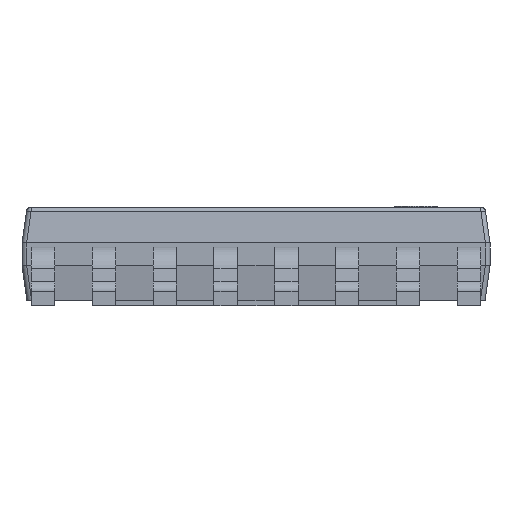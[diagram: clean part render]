
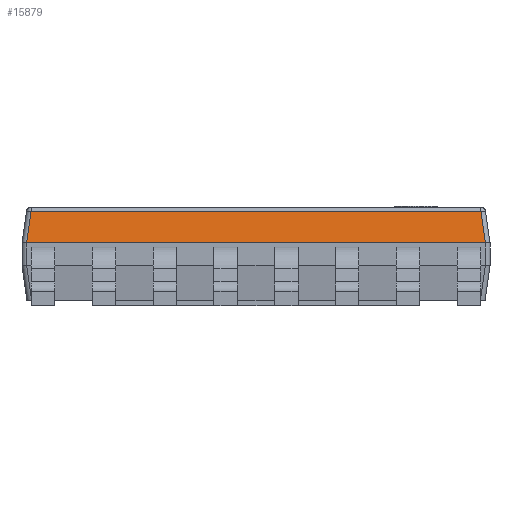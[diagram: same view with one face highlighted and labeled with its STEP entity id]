
A CAD part, left-side view. The second image highlights one B-rep face of the part: STEP entity #15879.
In plain terms, the highlighted planar face has unit normal (-0.99, 0, 0.139).
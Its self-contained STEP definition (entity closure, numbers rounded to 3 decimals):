
#272 = VECTOR ( 'NONE', #9952, 1000. ) ;
#692 = CARTESIAN_POINT ( 'NONE',  ( -2.2, 2.45, -0.38 ) ) ;
#873 = AXIS2_PLACEMENT_3D ( 'NONE', #3447, #12169, #22367 ) ;
#1448 =( BOUNDED_CURVE ( )  B_SPLINE_CURVE ( 3, ( #12631, #9096, #692, #5461 ),
 .UNSPECIFIED., .F., .F. ) 
 B_SPLINE_CURVE_WITH_KNOTS ( ( 4, 4 ),
 ( 3.132, 3.142 ),
 .UNSPECIFIED. ) 
 CURVE ( )  GEOMETRIC_REPRESENTATION_ITEM ( )  RATIONAL_B_SPLINE_CURVE ( ( 1., 1., 1., 1. ) ) 
 REPRESENTATION_ITEM ( '' )  );
#2406 = EDGE_CURVE ( 'NONE', #9758, #8027, #18434, .T. ) ;
#2836 = VERTEX_POINT ( 'NONE', #4237 ) ;
#2925 = CARTESIAN_POINT ( 'NONE',  ( -2.2, -2.45, -0.38 ) ) ;
#3281 = VECTOR ( 'NONE', #18540, 1000. ) ;
#3447 = CARTESIAN_POINT ( 'NONE',  ( -2.147, 0., 0. ) ) ;
#3689 = CARTESIAN_POINT ( 'NONE',  ( -2.153, 2.403, -0.043 ) ) ;
#4237 = CARTESIAN_POINT ( 'NONE',  ( -2.2, -2.45, -0.38 ) ) ;
#4556 = ORIENTED_EDGE ( 'NONE', *, *, #19523, .T. ) ;
#4733 = CARTESIAN_POINT ( 'NONE',  ( -2.101, 2.352, 0.324 ) ) ;
#5461 = CARTESIAN_POINT ( 'NONE',  ( -2.2, 2.45, -0.38 ) ) ;
#6025 = LINE ( 'NONE', #21691, #18315 ) ;
#6038 = ORIENTED_EDGE ( 'NONE', *, *, #9353, .T. ) ;
#6161 = VECTOR ( 'NONE', #15718, 1000. ) ;
#6194 = CARTESIAN_POINT ( 'NONE',  ( -2.2, -2.45, -0.38 ) ) ;
#6196 = CARTESIAN_POINT ( 'NONE',  ( -2.2, 2.5, -0.38 ) ) ;
#6738 = ORIENTED_EDGE ( 'NONE', *, *, #7673, .T. ) ;
#7673 = EDGE_CURVE ( 'NONE', #16328, #18066, #18777, .T. ) ;
#7693 = CARTESIAN_POINT ( 'NONE',  ( -2.2, -2.45, -0.38 ) ) ;
#8027 = VERTEX_POINT ( 'NONE', #12543 ) ;
#9096 = CARTESIAN_POINT ( 'NONE',  ( -2.2, 2.45, -0.38 ) ) ;
#9353 = EDGE_CURVE ( 'NONE', #10271, #16328, #13872, .T. ) ;
#9545 = CARTESIAN_POINT ( 'NONE',  ( -2.153, -2.403, -0.043 ) ) ;
#9758 = VERTEX_POINT ( 'NONE', #2925 ) ;
#9952 = DIRECTION ( 'NONE',  ( 0., 1., 0. ) ) ;
#10271 = VERTEX_POINT ( 'NONE', #9545 ) ;
#11388 = EDGE_LOOP ( 'NONE', ( #21008, #4556, #14286, #6038, #6738, #19695 ) ) ;
#12169 = DIRECTION ( 'NONE',  ( -0.99, 0., 0.139 ) ) ;
#12543 = CARTESIAN_POINT ( 'NONE',  ( -2.2, 2.45, -0.38 ) ) ;
#12631 = CARTESIAN_POINT ( 'NONE',  ( -2.2, 2.45, -0.38 ) ) ;
#13512 = FACE_OUTER_BOUND ( 'NONE', #11388, .T. ) ;
#13620 = PLANE ( 'NONE',  #873 ) ;
#13872 = LINE ( 'NONE', #15603, #6161 ) ;
#14286 = ORIENTED_EDGE ( 'NONE', *, *, #18819, .T. ) ;
#14347 = EDGE_CURVE ( 'NONE', #18066, #8027, #1448, .T. ) ;
#15443 = CARTESIAN_POINT ( 'NONE',  ( -2.2, 2.45, -0.38 ) ) ;
#15603 = CARTESIAN_POINT ( 'NONE',  ( -2.153, 2.447, -0.043 ) ) ;
#15718 = DIRECTION ( 'NONE',  ( 0., 1., 0. ) ) ;
#15879 = ADVANCED_FACE ( 'NONE', ( #13512 ), #13620, .T. ) ;
#16328 = VERTEX_POINT ( 'NONE', #3689 ) ;
#16351 = CARTESIAN_POINT ( 'NONE',  ( -2.2, -2.45, -0.38 ) ) ;
#18066 = VERTEX_POINT ( 'NONE', #15443 ) ;
#18086 = CARTESIAN_POINT ( 'NONE',  ( -2.2, -2.45, -0.38 ) ) ;
#18315 = VECTOR ( 'NONE', #18598, 1000. ) ;
#18434 = LINE ( 'NONE', #6196, #272 ) ;
#18540 = DIRECTION ( 'NONE',  ( -0.138, 0.138, -0.981 ) ) ;
#18598 = DIRECTION ( 'NONE',  ( 0.138, 0.138, 0.981 ) ) ;
#18777 = LINE ( 'NONE', #4733, #3281 ) ;
#18819 = EDGE_CURVE ( 'NONE', #2836, #10271, #6025, .T. ) ;
#19523 = EDGE_CURVE ( 'NONE', #9758, #2836, #21700, .T. ) ;
#19695 = ORIENTED_EDGE ( 'NONE', *, *, #14347, .T. ) ;
#21008 = ORIENTED_EDGE ( 'NONE', *, *, #2406, .F. ) ;
#21691 = CARTESIAN_POINT ( 'NONE',  ( -2.101, -2.352, 0.324 ) ) ;
#21700 =( BOUNDED_CURVE ( )  B_SPLINE_CURVE ( 3, ( #18086, #7693, #6194, #16351 ),
 .UNSPECIFIED., .F., .F. ) 
 B_SPLINE_CURVE_WITH_KNOTS ( ( 4, 4 ),
 ( 3.142, 3.151 ),
 .UNSPECIFIED. ) 
 CURVE ( )  GEOMETRIC_REPRESENTATION_ITEM ( )  RATIONAL_B_SPLINE_CURVE ( ( 1., 1., 1., 1. ) ) 
 REPRESENTATION_ITEM ( '' )  );
#22367 = DIRECTION ( 'NONE',  ( 0., 1., 0. ) ) ;
